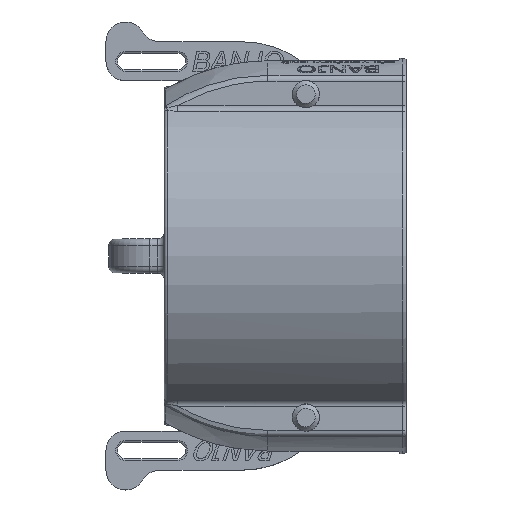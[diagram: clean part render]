
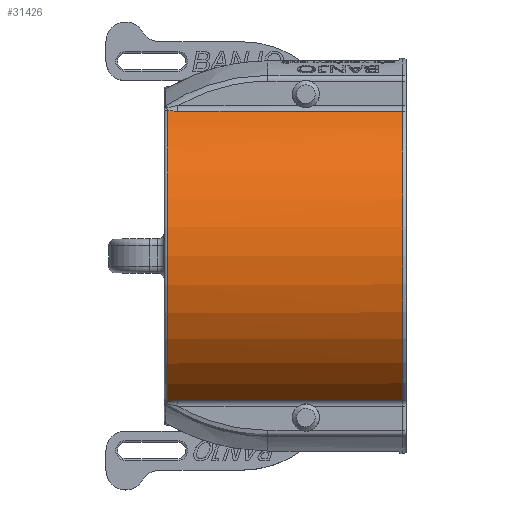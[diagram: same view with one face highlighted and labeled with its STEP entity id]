
A CAD part, top view. The second image highlights one B-rep face of the part: STEP entity #31426.
In plain terms, the highlighted cylindrical face has radius 39.37 mm (diameter 78.74 mm), a partial arc.
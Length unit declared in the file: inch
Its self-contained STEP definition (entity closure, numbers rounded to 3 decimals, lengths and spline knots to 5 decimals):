
#2882=LINE('',#41011,#4970);
#2922=LINE('',#42174,#5010);
#4970=VECTOR('',#35091,2.05465);
#5010=VECTOR('',#35429,2.05465);
#7306=B_SPLINE_CURVE_WITH_KNOTS('',3,(#42168,#42169,#42170,#42171,#42172),
 .UNSPECIFIED.,.F.,.F.,(4,1,4),(-0.45871,-0.29761,-0.21219),
 .UNSPECIFIED.);
#7307=B_SPLINE_CURVE_WITH_KNOTS('',3,(#42175,#42176,#42177,#42178,#42179),
 .UNSPECIFIED.,.F.,.F.,(4,1,4),(-0.24647,-0.2148,0.),
 .UNSPECIFIED.);
#9255=FACE_OUTER_BOUND('',#11073,.T.);
#11073=EDGE_LOOP('',(#21889,#21890,#21891,#21892,#21893,#21894));
#13020=CIRCLE('',#33228,1.55);
#13032=CIRCLE('',#33252,1.55);
#13569=VERTEX_POINT('',#41008);
#13570=VERTEX_POINT('',#41010);
#13611=VERTEX_POINT('',#41120);
#13633=VERTEX_POINT('',#41231);
#13634=VERTEX_POINT('',#41233);
#13702=VERTEX_POINT('',#42173);
#16757=EDGE_CURVE('',#13569,#13570,#2882,.T.);
#16808=EDGE_CURVE('',#13611,#13569,#13020,.T.);
#16838=EDGE_CURVE('',#13633,#13634,#13032,.T.);
#16951=EDGE_CURVE('',#13570,#13633,#7306,.T.);
#16952=EDGE_CURVE('',#13702,#13611,#2922,.T.);
#16953=EDGE_CURVE('',#13634,#13702,#7307,.T.);
#21889=ORIENTED_EDGE('',*,*,#16838,.F.);
#21890=ORIENTED_EDGE('',*,*,#16951,.F.);
#21891=ORIENTED_EDGE('',*,*,#16757,.F.);
#21892=ORIENTED_EDGE('',*,*,#16808,.F.);
#21893=ORIENTED_EDGE('',*,*,#16952,.F.);
#21894=ORIENTED_EDGE('',*,*,#16953,.F.);
#31118=CYLINDRICAL_SURFACE('',#33328,1.55);
#31426=ADVANCED_FACE('',(#9255),#31118,.T.);
#33228=AXIS2_PLACEMENT_3D('',#41122,#35203,#35204);
#33252=AXIS2_PLACEMENT_3D('',#41234,#35261,#35262);
#33328=AXIS2_PLACEMENT_3D('',#42167,#35427,#35428);
#35091=DIRECTION('',(-1.,0.,0.));
#35203=DIRECTION('center_axis',(1.,0.,0.));
#35204=DIRECTION('ref_axis',(0.,0.,1.));
#35261=DIRECTION('center_axis',(-1.,0.,0.));
#35262=DIRECTION('ref_axis',(0.,0.,1.));
#35427=DIRECTION('center_axis',(1.,0.,0.));
#35428=DIRECTION('ref_axis',(0.,1.,0.));
#35429=DIRECTION('',(1.,0.,0.));
#41008=CARTESIAN_POINT('',(2.18,-1.32231,0.8087));
#41010=CARTESIAN_POINT('',(0.12535,-1.32231,0.8087));
#41011=CARTESIAN_POINT('',(1.12,-1.32231,0.8087));
#41120=CARTESIAN_POINT('',(2.18,1.32231,0.8087));
#41122=CARTESIAN_POINT('Origin',(2.18,0.,0.));
#41231=CARTESIAN_POINT('',(0.03,-1.33078,0.79468));
#41233=CARTESIAN_POINT('',(0.03,1.33078,0.79468));
#41234=CARTESIAN_POINT('Origin',(0.03,0.,0.));
#42167=CARTESIAN_POINT('Origin',(1.12,0.,0.));
#42168=CARTESIAN_POINT('Ctrl Pts',(0.12535,-1.32231,0.8087));
#42169=CARTESIAN_POINT('Ctrl Pts',(0.10421,-1.32231,
0.8087));
#42170=CARTESIAN_POINT('Ctrl Pts',(0.07133,-1.32357,
0.80665));
#42171=CARTESIAN_POINT('Ctrl Pts',(0.04019,-1.32844,
0.79861));
#42172=CARTESIAN_POINT('Ctrl Pts',(0.03003,-1.33081,
0.79463));
#42173=CARTESIAN_POINT('',(0.12535,1.32231,0.8087));
#42174=CARTESIAN_POINT('',(1.12,1.32231,0.8087));
#42175=CARTESIAN_POINT('Ctrl Pts',(0.03002,1.3308,
0.79465));
#42176=CARTESIAN_POINT('Ctrl Pts',(0.03381,1.32993,
0.79612));
#42177=CARTESIAN_POINT('Ctrl Pts',(0.06396,1.32384,
0.80626));
#42178=CARTESIAN_POINT('Ctrl Pts',(0.09717,1.32231,0.8087));
#42179=CARTESIAN_POINT('Ctrl Pts',(0.12535,1.32231,0.8087));
